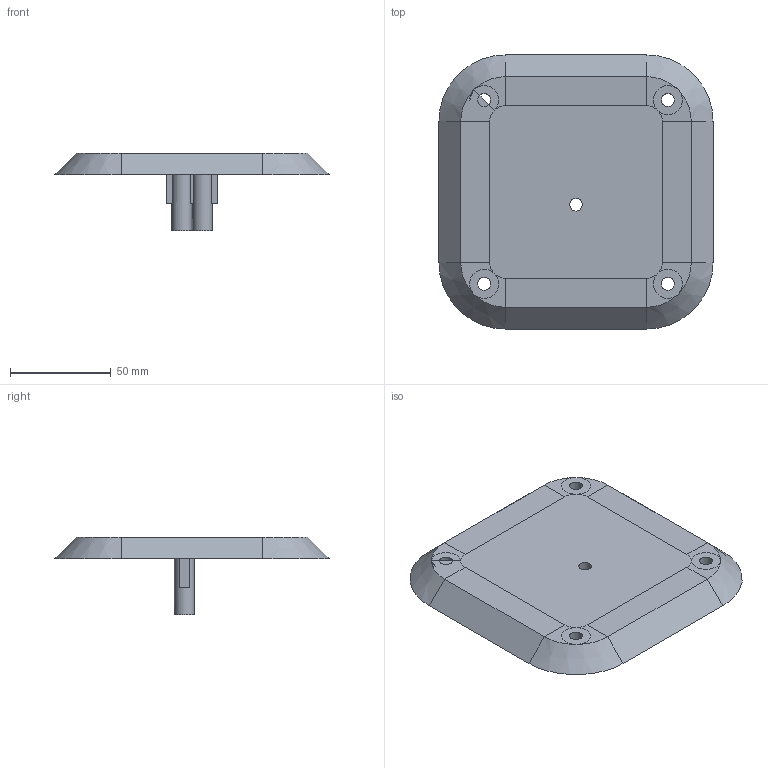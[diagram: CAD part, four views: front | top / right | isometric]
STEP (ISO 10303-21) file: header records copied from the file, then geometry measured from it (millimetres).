
FILE_DESCRIPTION(('FreeCAD Model'),'2;1');
FILE_NAME('Plny_plat_vrchni_drzak_bme280.step','2021-03-01T10:43:53',('Author' ),(''),'Open CASCADE STEP processor 7.3','FreeCAD','Unknown');
FILE_SCHEMA(('AUTOMOTIVE_DESIGN { 1 0 10303 214 1 1 1 1 }'));
Length unit declared in the file: millimetre
Products named in the file (1): Plny_plat_vrchni_drzak_BME280
Bounding box: 136 x 136 x 38.7 mm (x, y, z)
Volume: 89869.9 mm3; surface area: 42252.8 mm2
Topology: 1 solids, 1 shells, 86 faces, 203 edges, 120 vertices
Faces by surface type: plane 63, cylinder 13, cone 10
Full cylindrical faces by diameter (mm): 2.5 x2, 6.2 x1, 6.4 x4, 10 x2, 14.4 x4
Entity records: 5259 total; most frequent: CARTESIAN_POINT 1134, DIRECTION 817, ORIENTED_EDGE 402, PCURVE 402, DEFINITIONAL_REPRESENTATION 402, LINE 389, VECTOR 389, EDGE_CURVE 201
